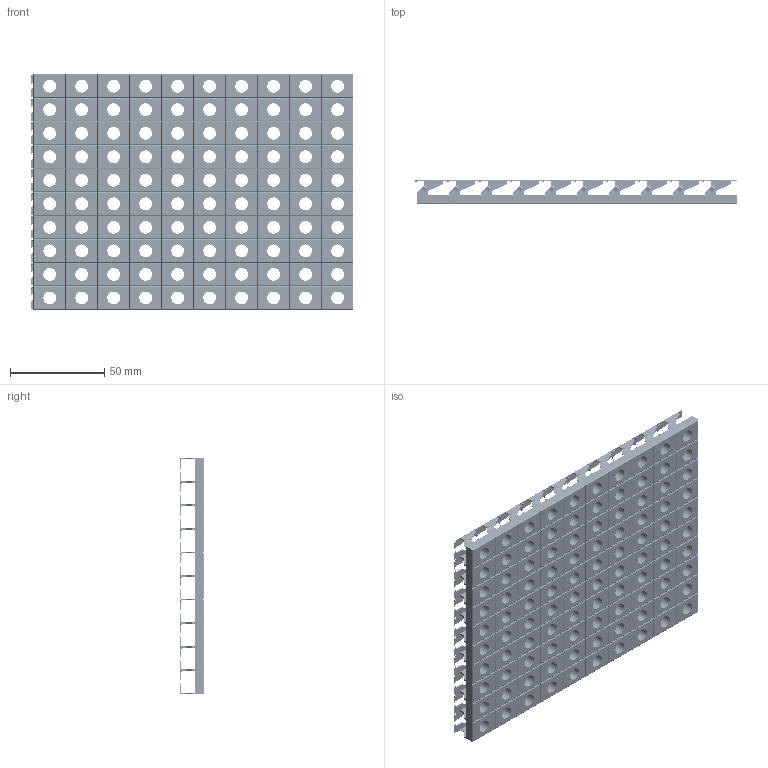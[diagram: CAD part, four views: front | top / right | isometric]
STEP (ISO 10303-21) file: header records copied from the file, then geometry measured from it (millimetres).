
FILE_DESCRIPTION (( 'STEP AP203' ), '1' );
FILE_NAME ('U0238201812 Ãàéêà çàêëàäíàÿ Ì8 äëÿ øêàôîâ USOLA (100øò.óï) (000.801.094).STEP', '2022-04-26T11:40:31', ( '' ), ( '' ), 'SwSTEP 2.0', 'SolidWorks 2017', '' );
FILE_SCHEMA (( 'CONFIG_CONTROL_DESIGN' ));
Length unit declared in the file: millimetre
Products named in the file (2): Çàêëàäíàÿ ãàéêà Ì8 ÊÍÐ; U0238201812 Ãàéêà çàêëàäíàÿ Ì8 äëÿ øêàôîâ USOLA (100øò.óï) (000.801.094)
Assembly tree (100 placements, depth 2):
  U0238201812 Ãàéêà çàêëàäíàÿ Ì8 äëÿ øêàôîâ USOLA (100øò.óï) (000.801.094)
    Çàêëàäíàÿ ãàéêà Ì8 ÊÍÐ  x100
Bounding box: 171.45 x 13 x 125.98 mm (x, y, z)
Volume: 100109 mm3; surface area: 129195.3 mm2
Topology: 200 solids, 200 shells, 8200 faces, 21500 edges, 13300 vertices
Faces by surface type: plane 4700, cylinder 1200, torus 1200, cone 800, bspline 300
Entity records: 5877 total; most frequent: CARTESIAN_POINT 655, DIRECTION 593, ORIENTED_EDGE 422, AXIS2_PLACEMENT_3D 231, EDGE_CURVE 211, COORDINATED_UNIVERSAL_TIME_OFFSET 210, CALENDAR_DATE 210, LOCAL_TIME 210
